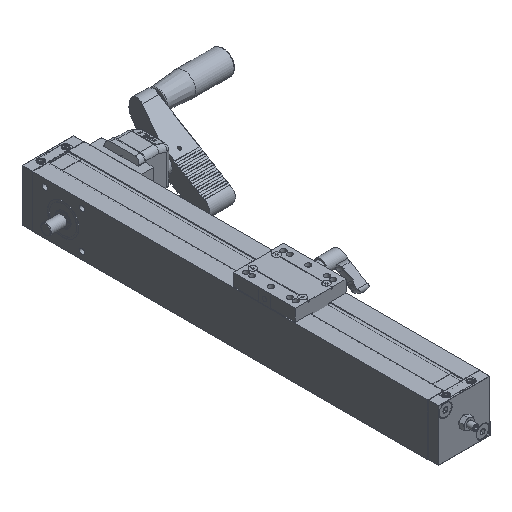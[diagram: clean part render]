
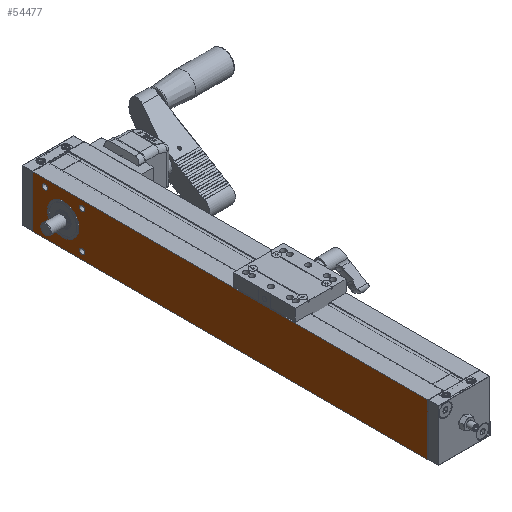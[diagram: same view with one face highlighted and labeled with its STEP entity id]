
A CAD part, isometric view. The second image highlights one B-rep face of the part: STEP entity #54477.
In plain terms, the highlighted planar face has unit normal (-1, 0, 0).
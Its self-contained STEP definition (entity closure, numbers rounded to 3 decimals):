
#667=LINE('',#74178,#5148);
#669=LINE('',#74182,#5150);
#671=LINE('',#74186,#5152);
#673=LINE('',#74190,#5154);
#5148=VECTOR('',#61627,1000.);
#5150=VECTOR('',#61631,1000.);
#5152=VECTOR('',#61635,1000.);
#5154=VECTOR('',#61639,1000.);
#10898=ORIENTED_EDGE('',*,*,#22999,.T.);
#10899=ORIENTED_EDGE('',*,*,#23238,.T.);
#10900=ORIENTED_EDGE('',*,*,#23237,.T.);
#10901=ORIENTED_EDGE('',*,*,#23236,.T.);
#10902=ORIENTED_EDGE('',*,*,#23235,.T.);
#10903=ORIENTED_EDGE('',*,*,#23234,.F.);
#10904=ORIENTED_EDGE('',*,*,#23232,.F.);
#10905=ORIENTED_EDGE('',*,*,#23230,.T.);
#10906=ORIENTED_EDGE('',*,*,#23228,.T.);
#22999=EDGE_CURVE('',#29286,#29286,#33468,.T.);
#23228=EDGE_CURVE('',#29459,#29458,#667,.T.);
#23230=EDGE_CURVE('',#29460,#29459,#669,.T.);
#23232=EDGE_CURVE('',#29460,#29461,#671,.T.);
#23234=EDGE_CURVE('',#29461,#29458,#673,.T.);
#23235=EDGE_CURVE('',#29462,#29462,#33524,.T.);
#23236=EDGE_CURVE('',#29463,#29463,#33525,.T.);
#23237=EDGE_CURVE('',#29464,#29464,#33526,.T.);
#23238=EDGE_CURVE('',#29465,#29465,#33527,.T.);
#29286=VERTEX_POINT('',#73674);
#29458=VERTEX_POINT('',#74177);
#29459=VERTEX_POINT('',#74179);
#29460=VERTEX_POINT('',#74183);
#29461=VERTEX_POINT('',#74187);
#29462=VERTEX_POINT('',#74193);
#29463=VERTEX_POINT('',#74196);
#29464=VERTEX_POINT('',#74199);
#29465=VERTEX_POINT('',#74202);
#33468=CIRCLE('',#57052,2.459);
#33524=CIRCLE('',#57247,15.);
#33525=CIRCLE('',#57249,2.459);
#33526=CIRCLE('',#57251,2.459);
#33527=CIRCLE('',#57253,2.459);
#34923=EDGE_LOOP('',(#10898));
#34924=EDGE_LOOP('',(#10899));
#34925=EDGE_LOOP('',(#10900));
#34926=EDGE_LOOP('',(#10901));
#34927=EDGE_LOOP('',(#10902));
#34928=EDGE_LOOP('',(#10903,#10904,#10905,#10906));
#38118=FACE_BOUND('',#34923,.T.);
#38119=FACE_BOUND('',#34924,.T.);
#38120=FACE_BOUND('',#34925,.T.);
#38121=FACE_BOUND('',#34926,.T.);
#38122=FACE_BOUND('',#34927,.T.);
#38123=FACE_BOUND('',#34928,.T.);
#41208=PLANE('',#57254);
#54477=ADVANCED_FACE('',(#38118,#38119,#38120,#38121,#38122,#38123),#41208,
 .F.);
#57052=AXIS2_PLACEMENT_3D('',#73673,#61104,#61105);
#57247=AXIS2_PLACEMENT_3D('',#74192,#61642,#61643);
#57249=AXIS2_PLACEMENT_3D('',#74195,#61646,#61647);
#57251=AXIS2_PLACEMENT_3D('',#74198,#61650,#61651);
#57253=AXIS2_PLACEMENT_3D('',#74201,#61654,#61655);
#57254=AXIS2_PLACEMENT_3D('',#74203,#61656,#61657);
#61104=DIRECTION('',(1.,0.,0.));
#61105=DIRECTION('',(0.,0.,-1.));
#61627=DIRECTION('',(0.,0.,1.));
#61631=DIRECTION('',(0.,-1.,0.));
#61635=DIRECTION('',(0.,0.,1.));
#61639=DIRECTION('',(0.,-1.,0.));
#61642=DIRECTION('',(1.,0.,0.));
#61643=DIRECTION('',(0.,-1.,0.));
#61646=DIRECTION('',(1.,0.,0.));
#61647=DIRECTION('',(0.,0.,1.));
#61650=DIRECTION('',(1.,0.,0.));
#61651=DIRECTION('',(0.,0.,1.));
#61654=DIRECTION('',(1.,0.,0.));
#61655=DIRECTION('',(0.,0.,-1.));
#61656=DIRECTION('',(1.,0.,0.));
#61657=DIRECTION('',(0.,0.,-1.));
#73673=CARTESIAN_POINT('',(-25.,134.,18.));
#73674=CARTESIAN_POINT('',(-25.,134.,15.542));
#74177=CARTESIAN_POINT('',(-25.,-200.,25.));
#74178=CARTESIAN_POINT('',(-25.,-200.,-25.));
#74179=CARTESIAN_POINT('',(-25.,-200.,-25.));
#74182=CARTESIAN_POINT('',(-25.,102.,-25.));
#74183=CARTESIAN_POINT('',(-25.,182.,-25.));
#74186=CARTESIAN_POINT('',(-25.,182.,-25.));
#74187=CARTESIAN_POINT('',(-25.,182.,25.));
#74190=CARTESIAN_POINT('',(-25.,101.937,25.));
#74192=CARTESIAN_POINT('',(-25.,152.,0.));
#74193=CARTESIAN_POINT('',(-25.,137.,0.));
#74195=CARTESIAN_POINT('',(-25.,170.,-18.));
#74196=CARTESIAN_POINT('',(-25.,170.,-15.542));
#74198=CARTESIAN_POINT('',(-25.,170.,18.));
#74199=CARTESIAN_POINT('',(-25.,170.,20.459));
#74201=CARTESIAN_POINT('',(-25.,134.,-18.));
#74202=CARTESIAN_POINT('',(-25.,134.,-20.459));
#74203=CARTESIAN_POINT('',(-25.,102.,-25.));
